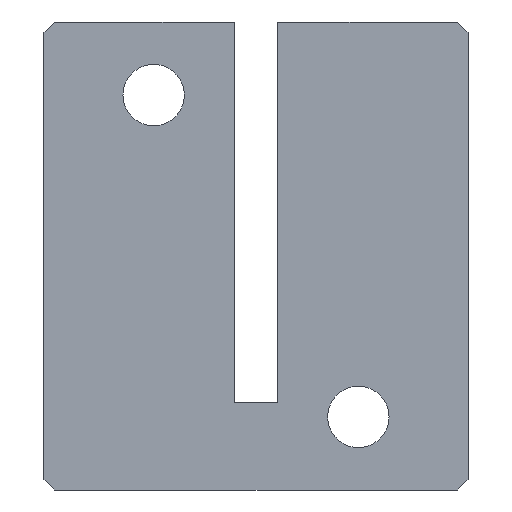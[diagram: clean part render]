
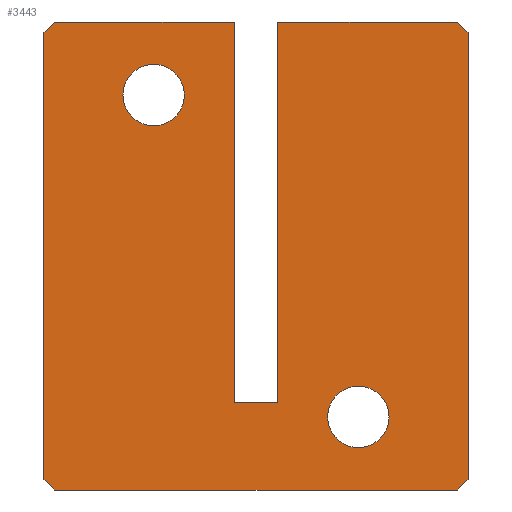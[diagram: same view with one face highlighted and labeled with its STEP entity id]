
A CAD part, front view. The second image highlights one B-rep face of the part: STEP entity #3443.
In plain terms, the highlighted planar face has unit normal (0, -1, 0).
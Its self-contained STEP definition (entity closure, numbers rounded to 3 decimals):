
#312 = DIRECTION ( 'NONE',  ( -0.707, 0., -0.707 ) ) ;
#313 = CARTESIAN_POINT ( 'NONE',  ( 0.75, 0., 16. ) ) ;
#320 = CARTESIAN_POINT ( 'NONE',  ( 16., 0., -10. ) ) ;
#351 = DIRECTION ( 'NONE',  ( -0.707, 0., 0.707 ) ) ;
#363 = CARTESIAN_POINT ( 'NONE',  ( 29., 0., 15.25 ) ) ;
#365 = DIRECTION ( 'NONE',  ( 1., 0., 0. ) ) ;
#464 = DIRECTION ( 'NONE',  ( 0., 0., 1. ) ) ;
#476 = CARTESIAN_POINT ( 'NONE',  ( 7.5, 0., 11. ) ) ;
#485 = DIRECTION ( 'NONE',  ( 0., 1., 0. ) ) ;
#490 = CARTESIAN_POINT ( 'NONE',  ( 0., 0., 16. ) ) ;
#511 = DIRECTION ( 'NONE',  ( 1., 0., 0. ) ) ;
#519 = CARTESIAN_POINT ( 'NONE',  ( 13., 0., -10. ) ) ;
#520 = DIRECTION ( 'NONE',  ( 0., 0., -1. ) ) ;
#521 = CARTESIAN_POINT ( 'NONE',  ( 0., 0., -15.25 ) ) ;
#560 = DIRECTION ( 'NONE',  ( 0.707, 0., -0.707 ) ) ;
#1324 = VECTOR ( 'NONE', #520, 1000. ) ;
#1334 = LINE ( 'NONE', #521, #1348 ) ;
#1342 = LINE ( 'NONE', #519, #1324 ) ;
#1348 = VECTOR ( 'NONE', #560, 1000. ) ;
#1494 = FACE_OUTER_BOUND ( 'NONE', #5890, .T. ) ;
#1512 = FACE_BOUND ( 'NONE', #5942, .T. ) ;
#1539 = FACE_BOUND ( 'NONE', #5934, .T. ) ;
#1607 = CIRCLE ( 'NONE', #3170, 2.1 ) ;
#1642 = CIRCLE ( 'NONE', #3167, 2.1 ) ;
#3167 = AXIS2_PLACEMENT_3D ( 'NONE', #16666, #16694, #16667 ) ;
#3170 = AXIS2_PLACEMENT_3D ( 'NONE', #16508, #16510, #16482 ) ;
#3249 = EDGE_CURVE ( 'NONE', #5239, #5218, #6123, .T. ) ;
#3250 = EDGE_CURVE ( 'NONE', #5225, #5273, #6129, .T. ) ;
#3261 = EDGE_CURVE ( 'NONE', #5329, #5236, #6142, .T. ) ;
#3265 = EDGE_CURVE ( 'NONE', #5225, #5234, #6147, .T. ) ;
#3266 = EDGE_CURVE ( 'NONE', #5245, #5329, #6118, .T. ) ;
#3268 = EDGE_CURVE ( 'NONE', #5158, #5183, #6140, .T. ) ;
#3278 = EDGE_CURVE ( 'NONE', #5278, #5273, #6152, .T. ) ;
#3294 = EDGE_CURVE ( 'NONE', #5262, #5218, #6170, .T. ) ;
#3301 = EDGE_CURVE ( 'NONE', #5270, #5245, #6186, .T. ) ;
#3305 = EDGE_CURVE ( 'NONE', #5278, #5236, #6162, .T. ) ;
#3317 = EDGE_CURVE ( 'NONE', #5187, #5277, #6182, .T. ) ;
#3330 = EDGE_CURVE ( 'NONE', #5262, #5237, #6125, .T. ) ;
#3332 = EDGE_CURVE ( 'NONE', #5239, #5234, #1334, .T. ) ;
#3334 = EDGE_CURVE ( 'NONE', #5237, #5270, #1342, .T. ) ;
#3443 = ADVANCED_FACE ( 'NONE', ( #1512, #1494, #1539 ), #11443, .F. ) ;
#5096 = ORIENTED_EDGE ( 'NONE', *, *, #3330, .F. ) ;
#5112 = ORIENTED_EDGE ( 'NONE', *, *, #3266, .F. ) ;
#5127 = ORIENTED_EDGE ( 'NONE', *, *, #3305, .T. ) ;
#5129 = ORIENTED_EDGE ( 'NONE', *, *, #3301, .F. ) ;
#5131 = ORIENTED_EDGE ( 'NONE', *, *, #3261, .F. ) ;
#5146 = ORIENTED_EDGE ( 'NONE', *, *, #3334, .F. ) ;
#5158 = VERTEX_POINT ( 'NONE', #14148 ) ;
#5183 = VERTEX_POINT ( 'NONE', #14218 ) ;
#5187 = VERTEX_POINT ( 'NONE', #14245 ) ;
#5218 = VERTEX_POINT ( 'NONE', #14213 ) ;
#5225 = VERTEX_POINT ( 'NONE', #14232 ) ;
#5234 = VERTEX_POINT ( 'NONE', #14243 ) ;
#5236 = VERTEX_POINT ( 'NONE', #14234 ) ;
#5237 = VERTEX_POINT ( 'NONE', #14237 ) ;
#5239 = VERTEX_POINT ( 'NONE', #14249 ) ;
#5245 = VERTEX_POINT ( 'NONE', #14248 ) ;
#5262 = VERTEX_POINT ( 'NONE', #14322 ) ;
#5270 = VERTEX_POINT ( 'NONE', #14304 ) ;
#5273 = VERTEX_POINT ( 'NONE', #14268 ) ;
#5277 = VERTEX_POINT ( 'NONE', #14298 ) ;
#5278 = VERTEX_POINT ( 'NONE', #14294 ) ;
#5286 = ORIENTED_EDGE ( 'NONE', *, *, #3249, .F. ) ;
#5291 = ORIENTED_EDGE ( 'NONE', *, *, #3317, .T. ) ;
#5292 = ORIENTED_EDGE ( 'NONE', *, *, #3332, .T. ) ;
#5294 = ORIENTED_EDGE ( 'NONE', *, *, #3268, .T. ) ;
#5302 = ORIENTED_EDGE ( 'NONE', *, *, #5562, .T. ) ;
#5307 = ORIENTED_EDGE ( 'NONE', *, *, #5542, .T. ) ;
#5312 = ORIENTED_EDGE ( 'NONE', *, *, #3278, .F. ) ;
#5313 = ORIENTED_EDGE ( 'NONE', *, *, #3265, .F. ) ;
#5323 = ORIENTED_EDGE ( 'NONE', *, *, #3294, .T. ) ;
#5329 = VERTEX_POINT ( 'NONE', #14271 ) ;
#5333 = ORIENTED_EDGE ( 'NONE', *, *, #3250, .T. ) ;
#5542 = EDGE_CURVE ( 'NONE', #5277, #5187, #1607, .T. ) ;
#5562 = EDGE_CURVE ( 'NONE', #5183, #5158, #1642, .T. ) ;
#5890 = EDGE_LOOP ( 'NONE', ( #5286, #5292, #5313, #5333, #5312, #5127, #5131, #5112, #5129, #5146, #5096, #5323 ) ) ;
#5934 = EDGE_LOOP ( 'NONE', ( #5302, #5294 ) ) ;
#5942 = EDGE_LOOP ( 'NONE', ( #5307, #5291 ) ) ;
#6090 = VECTOR ( 'NONE', #17878, 1000. ) ;
#6096 = VECTOR ( 'NONE', #17754, 1000. ) ;
#6118 = LINE ( 'NONE', #17832, #6121 ) ;
#6121 = VECTOR ( 'NONE', #17838, 1000. ) ;
#6123 = LINE ( 'NONE', #17752, #6137 ) ;
#6125 = LINE ( 'NONE', #490, #13475 ) ;
#6129 = LINE ( 'NONE', #17778, #6096 ) ;
#6137 = VECTOR ( 'NONE', #17753, 1000. ) ;
#6140 = CIRCLE ( 'NONE', #6310, 2.1 ) ;
#6142 = LINE ( 'NONE', #17788, #6144 ) ;
#6144 = VECTOR ( 'NONE', #17827, 1000. ) ;
#6147 = LINE ( 'NONE', #17886, #6090 ) ;
#6152 = LINE ( 'NONE', #18173, #6201 ) ;
#6162 = LINE ( 'NONE', #363, #6180 ) ;
#6170 = LINE ( 'NONE', #313, #6205 ) ;
#6180 = VECTOR ( 'NONE', #351, 1000. ) ;
#6182 = CIRCLE ( 'NONE', #6308, 2.1 ) ;
#6186 = LINE ( 'NONE', #320, #6200 ) ;
#6200 = VECTOR ( 'NONE', #365, 1000. ) ;
#6201 = VECTOR ( 'NONE', #18170, 1000. ) ;
#6205 = VECTOR ( 'NONE', #312, 1000. ) ;
#6308 = AXIS2_PLACEMENT_3D ( 'NONE', #476, #485, #464 ) ;
#6310 = AXIS2_PLACEMENT_3D ( 'NONE', #18099, #18109, #18080 ) ;
#6386 = AXIS2_PLACEMENT_3D ( 'NONE', #11460, #11493, #11494 ) ;
#11443 = PLANE ( 'NONE',  #6386 ) ;
#11460 = CARTESIAN_POINT ( 'NONE',  ( 0., 0., 0. ) ) ;
#11493 = DIRECTION ( 'NONE',  ( 0., 1., 0. ) ) ;
#11494 = DIRECTION ( 'NONE',  ( 0., 0., 1. ) ) ;
#13475 = VECTOR ( 'NONE', #511, 1000. ) ;
#14148 = CARTESIAN_POINT ( 'NONE',  ( 21.5, 0., -8.9 ) ) ;
#14213 = CARTESIAN_POINT ( 'NONE',  ( 0., 0., 15.25 ) ) ;
#14218 = CARTESIAN_POINT ( 'NONE',  ( 21.5, 0., -13.1 ) ) ;
#14232 = CARTESIAN_POINT ( 'NONE',  ( 28.25, 0., -16. ) ) ;
#14234 = CARTESIAN_POINT ( 'NONE',  ( 28.25, 0., 16. ) ) ;
#14237 = CARTESIAN_POINT ( 'NONE',  ( 13., 0., 16. ) ) ;
#14243 = CARTESIAN_POINT ( 'NONE',  ( 0.75, 0., -16. ) ) ;
#14245 = CARTESIAN_POINT ( 'NONE',  ( 7.5, 0., 13.1 ) ) ;
#14248 = CARTESIAN_POINT ( 'NONE',  ( 16., 0., -10. ) ) ;
#14249 = CARTESIAN_POINT ( 'NONE',  ( 0., 0., -15.25 ) ) ;
#14268 = CARTESIAN_POINT ( 'NONE',  ( 29., 0., -15.25 ) ) ;
#14271 = CARTESIAN_POINT ( 'NONE',  ( 16., 0., 16. ) ) ;
#14294 = CARTESIAN_POINT ( 'NONE',  ( 29., 0., 15.25 ) ) ;
#14298 = CARTESIAN_POINT ( 'NONE',  ( 7.5, 0., 8.9 ) ) ;
#14304 = CARTESIAN_POINT ( 'NONE',  ( 13., 0., -10. ) ) ;
#14322 = CARTESIAN_POINT ( 'NONE',  ( 0.75, 0., 16. ) ) ;
#16482 = DIRECTION ( 'NONE',  ( 0., 0., 1. ) ) ;
#16508 = CARTESIAN_POINT ( 'NONE',  ( 7.5, 0., 11. ) ) ;
#16510 = DIRECTION ( 'NONE',  ( 0., 1., 0. ) ) ;
#16666 = CARTESIAN_POINT ( 'NONE',  ( 21.5, 0., -11. ) ) ;
#16667 = DIRECTION ( 'NONE',  ( 0., 0., 1. ) ) ;
#16694 = DIRECTION ( 'NONE',  ( 0., 1., 0. ) ) ;
#17752 = CARTESIAN_POINT ( 'NONE',  ( 0., 0., -16. ) ) ;
#17753 = DIRECTION ( 'NONE',  ( 0., 0., 1. ) ) ;
#17754 = DIRECTION ( 'NONE',  ( 0.707, 0., 0.707 ) ) ;
#17778 = CARTESIAN_POINT ( 'NONE',  ( 28.25, 0., -16. ) ) ;
#17788 = CARTESIAN_POINT ( 'NONE',  ( 16., 0., 16. ) ) ;
#17827 = DIRECTION ( 'NONE',  ( 1., 0., 0. ) ) ;
#17832 = CARTESIAN_POINT ( 'NONE',  ( 16., 0., 16. ) ) ;
#17838 = DIRECTION ( 'NONE',  ( 0., 0., 1. ) ) ;
#17878 = DIRECTION ( 'NONE',  ( -1., 0., 0. ) ) ;
#17886 = CARTESIAN_POINT ( 'NONE',  ( 0., 0., -16. ) ) ;
#18080 = DIRECTION ( 'NONE',  ( 0., 0., 1. ) ) ;
#18099 = CARTESIAN_POINT ( 'NONE',  ( 21.5, 0., -11. ) ) ;
#18109 = DIRECTION ( 'NONE',  ( 0., 1., 0. ) ) ;
#18170 = DIRECTION ( 'NONE',  ( 0., 0., -1. ) ) ;
#18173 = CARTESIAN_POINT ( 'NONE',  ( 29., 0., -16. ) ) ;
